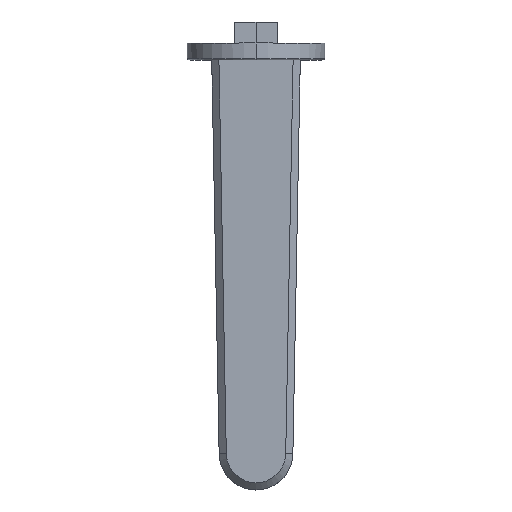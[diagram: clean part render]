
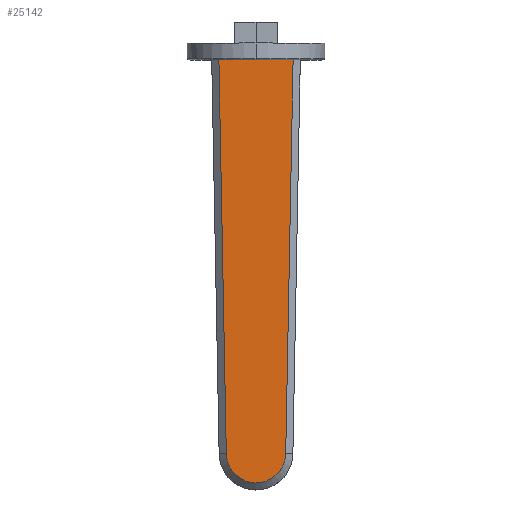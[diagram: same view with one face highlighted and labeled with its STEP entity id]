
A CAD part, top view. The second image highlights one B-rep face of the part: STEP entity #25142.
In plain terms, the highlighted planar face has unit normal (0, 0, 1).
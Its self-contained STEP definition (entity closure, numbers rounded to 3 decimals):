
#4009=DIRECTION('',(-1.,0.,0.));
#4010=VECTOR('',#4009,35.199);
#4011=CARTESIAN_POINT('',(17.599,-8.,13.));
#4012=LINE('',#4011,#4010);
#4013=DIRECTION('',(-0.019,-1.,0.));
#4014=VECTOR('',#4013,186.797);
#4015=CARTESIAN_POINT('',(17.599,-8.,13.));
#4016=LINE('',#4015,#4014);
#4017=DIRECTION('',(0.019,-1.,0.));
#4018=VECTOR('',#4017,186.797);
#4019=CARTESIAN_POINT('',(-17.599,-8.,13.));
#4020=LINE('',#4019,#4018);
#4073=CARTESIAN_POINT('',(0.,-194.5,13.));
#4074=DIRECTION('',(0.,0.,1.));
#4075=DIRECTION('',(-1.,-0.019,0.));
#4076=AXIS2_PLACEMENT_3D('',#4073,#4074,#4075);
#13628=CARTESIAN_POINT('',(-14.098,-194.764,
13.));
#13629=VERTEX_POINT('',#13628);
#16253=CARTESIAN_POINT('',(14.098,-194.764,
13.));
#16254=VERTEX_POINT('',#16253);
#16279=CARTESIAN_POINT('',(17.599,-8.,13.));
#16280=CARTESIAN_POINT('',(-17.599,-8.,13.));
#16281=VERTEX_POINT('',#16279);
#16282=VERTEX_POINT('',#16280);
#25129=CARTESIAN_POINT('',(-62.5,-8.,13.));
#25130=DIRECTION('',(0.,0.,1.));
#25131=DIRECTION('',(0.,-1.,0.));
#25132=AXIS2_PLACEMENT_3D('',#25129,#25130,#25131);
#25133=PLANE('',#25132);
#25134=ORIENTED_EDGE('',*,*,#16873,.F.);
#25136=ORIENTED_EDGE('',*,*,#25135,.T.);
#25138=ORIENTED_EDGE('',*,*,#25137,.F.);
#25139=ORIENTED_EDGE('',*,*,#25114,.F.);
#25140=EDGE_LOOP('',(#25134,#25136,#25138,#25139));
#25141=FACE_OUTER_BOUND('',#25140,.F.);
#4077=CIRCLE('',#4076,14.1);
#16873=EDGE_CURVE('',#16281,#16282,#4012,.T.);
#25114=EDGE_CURVE('',#16282,#13629,#4020,.T.);
#25135=EDGE_CURVE('',#16281,#16254,#4016,.T.);
#25137=EDGE_CURVE('',#13629,#16254,#4077,.T.);
#25142=ADVANCED_FACE('',(#25141),#25133,.T.);
